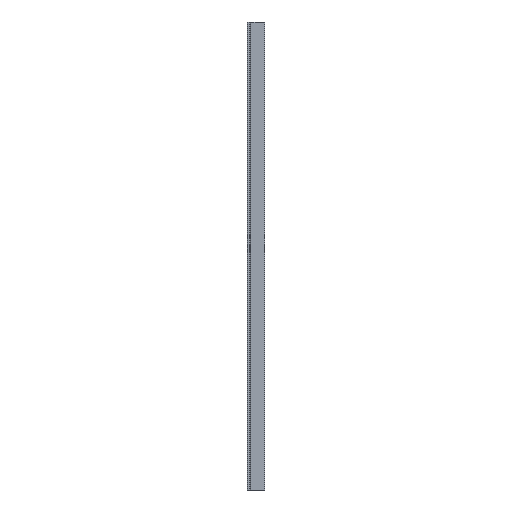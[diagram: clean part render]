
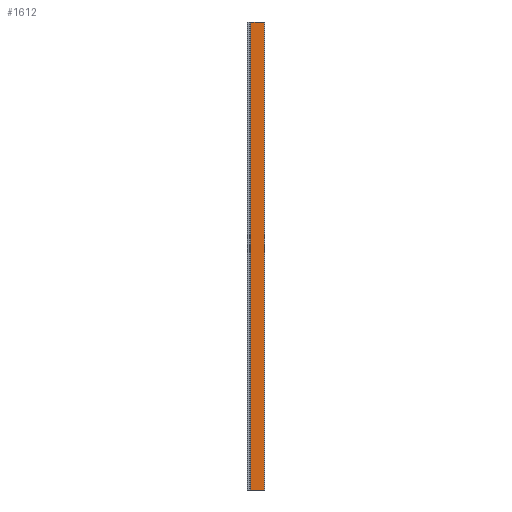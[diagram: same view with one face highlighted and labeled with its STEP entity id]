
A CAD part, left-side view. The second image highlights one B-rep face of the part: STEP entity #1612.
In plain terms, the highlighted planar face has unit normal (-1, 0, 0).
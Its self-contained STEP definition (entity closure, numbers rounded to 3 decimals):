
#37 = LINE ( 'NONE', #4204, #1966 ) ;
#92 = CARTESIAN_POINT ( 'NONE',  ( -17.75, 2.2, -2000. ) ) ;
#271 = CARTESIAN_POINT ( 'NONE',  ( -17.75, 59.17, 0. ) ) ;
#320 = DIRECTION ( 'NONE',  ( 0., 1., 0. ) ) ;
#368 = DIRECTION ( 'NONE',  ( 0., -1., 0. ) ) ;
#405 = PLANE ( 'NONE',  #2267 ) ;
#516 = LINE ( 'NONE', #3076, #2753 ) ;
#808 = EDGE_CURVE ( 'NONE', #2697, #3633, #516, .T. ) ;
#1067 = CARTESIAN_POINT ( 'NONE',  ( -17.75, 2.2, -500. ) ) ;
#1175 = CARTESIAN_POINT ( 'NONE',  ( -17.75, 2.2, 0. ) ) ;
#1293 = CARTESIAN_POINT ( 'NONE',  ( -17.75, 2.2, -500. ) ) ;
#1391 = DIRECTION ( 'NONE',  ( -1., 0., 0. ) ) ;
#1472 = EDGE_CURVE ( 'NONE', #3633, #3957, #37, .T. ) ;
#1590 = ORIENTED_EDGE ( 'NONE', *, *, #1472, .T. ) ;
#1612 = ADVANCED_FACE ( 'NONE', ( #2805 ), #405, .T. ) ;
#1966 = VECTOR ( 'NONE', #4166, 1000. ) ;
#2051 = DIRECTION ( 'NONE',  ( 0., 0., 1. ) ) ;
#2056 = ORIENTED_EDGE ( 'NONE', *, *, #3813, .T. ) ;
#2267 = AXIS2_PLACEMENT_3D ( 'NONE', #1067, #1391, #3308 ) ;
#2562 = ORIENTED_EDGE ( 'NONE', *, *, #808, .T. ) ;
#2648 = LINE ( 'NONE', #1293, #3147 ) ;
#2653 = VECTOR ( 'NONE', #368, 1000. ) ;
#2683 = ORIENTED_EDGE ( 'NONE', *, *, #2967, .T. ) ;
#2697 = VERTEX_POINT ( 'NONE', #1175 ) ;
#2753 = VECTOR ( 'NONE', #320, 1000. ) ;
#2805 = FACE_OUTER_BOUND ( 'NONE', #3132, .T. ) ;
#2897 = VERTEX_POINT ( 'NONE', #92 ) ;
#2967 = EDGE_CURVE ( 'NONE', #3957, #2897, #3620, .T. ) ;
#3076 = CARTESIAN_POINT ( 'NONE',  ( -17.75, 2.2, 0. ) ) ;
#3132 = EDGE_LOOP ( 'NONE', ( #1590, #2683, #2056, #2562 ) ) ;
#3147 = VECTOR ( 'NONE', #2051, 1000. ) ;
#3308 = DIRECTION ( 'NONE',  ( 0., 0., 1. ) ) ;
#3620 = LINE ( 'NONE', #3980, #2653 ) ;
#3633 = VERTEX_POINT ( 'NONE', #271 ) ;
#3813 = EDGE_CURVE ( 'NONE', #2897, #2697, #2648, .T. ) ;
#3862 = CARTESIAN_POINT ( 'NONE',  ( -17.75, 59.17, -2000. ) ) ;
#3957 = VERTEX_POINT ( 'NONE', #3862 ) ;
#3980 = CARTESIAN_POINT ( 'NONE',  ( -17.75, 0., -2000. ) ) ;
#4166 = DIRECTION ( 'NONE',  ( 0., 0., -1. ) ) ;
#4204 = CARTESIAN_POINT ( 'NONE',  ( -17.75, 59.17, -500. ) ) ;
